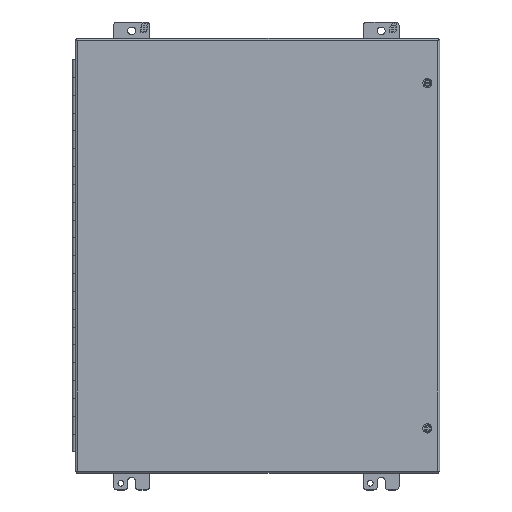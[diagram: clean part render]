
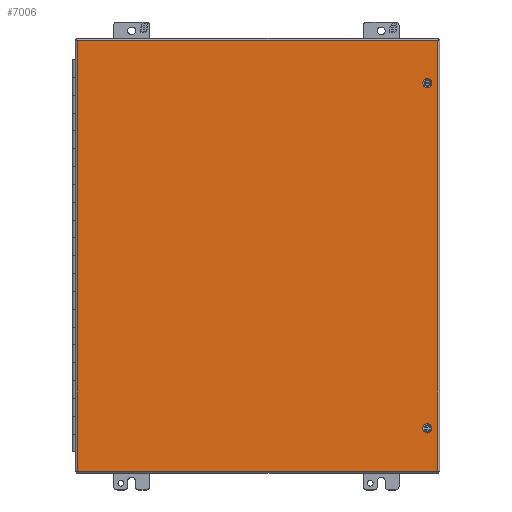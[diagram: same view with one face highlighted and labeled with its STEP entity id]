
A CAD part, top view. The second image highlights one B-rep face of the part: STEP entity #7006.
In plain terms, the highlighted planar face has unit normal (0, 0, 1).
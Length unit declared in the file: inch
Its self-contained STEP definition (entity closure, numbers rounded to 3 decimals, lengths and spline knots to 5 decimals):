
#17 = EDGE_CURVE ( 'NONE', #15855, #5758, #26845, .T. ) ;
#178 = DIRECTION ( 'NONE',  ( 1., 0., 0. ) ) ;
#1153 = CARTESIAN_POINT ( 'NONE',  ( 9.58998, -9.6865, 7.172 ) ) ;
#1769 = EDGE_CURVE ( 'NONE', #28838, #19250, #28469, .T. ) ;
#1848 = CARTESIAN_POINT ( 'NONE',  ( 10.16998, -12.0795, 7.172 ) ) ;
#2959 = EDGE_CURVE ( 'NONE', #5758, #15855, #16451, .T. ) ;
#3410 = DIRECTION ( 'NONE',  ( 0., 0., 1. ) ) ;
#3967 = CARTESIAN_POINT ( 'NONE',  ( 9.58998, -9.6865, 7.172 ) ) ;
#3987 = EDGE_LOOP ( 'NONE', ( #10307, #5626 ) ) ;
#4392 = VERTEX_POINT ( 'NONE', #9825 ) ;
#5314 = CARTESIAN_POINT ( 'NONE',  ( 9.58998, -9.8195, 7.172 ) ) ;
#5333 = ORIENTED_EDGE ( 'NONE', *, *, #28106, .T. ) ;
#5626 = ORIENTED_EDGE ( 'NONE', *, *, #24729, .T. ) ;
#5758 = VERTEX_POINT ( 'NONE', #5314 ) ;
#5889 = CARTESIAN_POINT ( 'NONE',  ( -10.05202, -12.0795, 7.172 ) ) ;
#6074 = DIRECTION ( 'NONE',  ( 0., -1., 0. ) ) ;
#6143 = CARTESIAN_POINT ( 'NONE',  ( 9.58998, 9.6865, 7.172 ) ) ;
#6849 = ORIENTED_EDGE ( 'NONE', *, *, #13311, .T. ) ;
#7006 = ADVANCED_FACE ( 'NONE', ( #7681, #17167, #12274 ), #25058, .T. ) ;
#7681 = FACE_OUTER_BOUND ( 'NONE', #22601, .T. ) ;
#8176 = DIRECTION ( 'NONE',  ( 0., -1., 0. ) ) ;
#8305 = DIRECTION ( 'NONE',  ( 0., 0., -1. ) ) ;
#8364 = VERTEX_POINT ( 'NONE', #14459 ) ;
#8697 = VERTEX_POINT ( 'NONE', #24239 ) ;
#9500 = VECTOR ( 'NONE', #21325, 39.37008 ) ;
#9581 = CARTESIAN_POINT ( 'NONE',  ( -10.05202, -12.0795, 7.172 ) ) ;
#9825 = CARTESIAN_POINT ( 'NONE',  ( -10.05202, -12.0795, 7.172 ) ) ;
#9844 = AXIS2_PLACEMENT_3D ( 'NONE', #26579, #13421, #17636 ) ;
#10132 = AXIS2_PLACEMENT_3D ( 'NONE', #1153, #26152, #23675 ) ;
#10197 = CIRCLE ( 'NONE', #13627, 0.133 ) ;
#10254 = LINE ( 'NONE', #13590, #26752 ) ;
#10307 = ORIENTED_EDGE ( 'NONE', *, *, #16495, .T. ) ;
#10585 = DIRECTION ( 'NONE',  ( 0., -1., 0. ) ) ;
#11143 = ORIENTED_EDGE ( 'NONE', *, *, #2959, .T. ) ;
#11548 = DIRECTION ( 'NONE',  ( 0., -1., 0. ) ) ;
#11626 = DIRECTION ( 'NONE',  ( -1., 0., 0. ) ) ;
#12047 = CARTESIAN_POINT ( 'NONE',  ( 10.16998, -12.0795, 7.172 ) ) ;
#12274 = FACE_BOUND ( 'NONE', #15674, .T. ) ;
#13311 = EDGE_CURVE ( 'NONE', #15434, #28838, #27739, .T. ) ;
#13421 = DIRECTION ( 'NONE',  ( 0., 0., -1. ) ) ;
#13590 = CARTESIAN_POINT ( 'NONE',  ( -10.05202, -12.0795, 7.172 ) ) ;
#13627 = AXIS2_PLACEMENT_3D ( 'NONE', #6143, #8305, #10585 ) ;
#13912 = CIRCLE ( 'NONE', #9844, 0.133 ) ;
#14112 = ORIENTED_EDGE ( 'NONE', *, *, #20089, .T. ) ;
#14459 = CARTESIAN_POINT ( 'NONE',  ( 9.58998, 9.5535, 7.172 ) ) ;
#14938 = DIRECTION ( 'NONE',  ( 0., 0., -1. ) ) ;
#15434 = VERTEX_POINT ( 'NONE', #1848 ) ;
#15643 = LINE ( 'NONE', #5889, #21610 ) ;
#15674 = EDGE_LOOP ( 'NONE', ( #11143, #21835 ) ) ;
#15855 = VERTEX_POINT ( 'NONE', #22656 ) ;
#16090 = AXIS2_PLACEMENT_3D ( 'NONE', #3967, #14938, #8176 ) ;
#16451 = CIRCLE ( 'NONE', #10132, 0.133 ) ;
#16495 = EDGE_CURVE ( 'NONE', #8364, #8697, #13912, .T. ) ;
#17167 = FACE_BOUND ( 'NONE', #3987, .T. ) ;
#17636 = DIRECTION ( 'NONE',  ( 0., -1., 0. ) ) ;
#18647 = ORIENTED_EDGE ( 'NONE', *, *, #1769, .T. ) ;
#19250 = VERTEX_POINT ( 'NONE', #23838 ) ;
#20089 = EDGE_CURVE ( 'NONE', #4392, #15434, #10254, .T. ) ;
#21325 = DIRECTION ( 'NONE',  ( 0., 1., 0. ) ) ;
#21610 = VECTOR ( 'NONE', #6074, 39.37008 ) ;
#21835 = ORIENTED_EDGE ( 'NONE', *, *, #17, .T. ) ;
#22601 = EDGE_LOOP ( 'NONE', ( #6849, #18647, #5333, #14112 ) ) ;
#22656 = CARTESIAN_POINT ( 'NONE',  ( 9.58998, -9.5535, 7.172 ) ) ;
#23675 = DIRECTION ( 'NONE',  ( 0., -1., 0. ) ) ;
#23838 = CARTESIAN_POINT ( 'NONE',  ( -10.05202, 12.0795, 7.172 ) ) ;
#24239 = CARTESIAN_POINT ( 'NONE',  ( 9.58998, 9.8195, 7.172 ) ) ;
#24729 = EDGE_CURVE ( 'NONE', #8697, #8364, #10197, .T. ) ;
#25058 = PLANE ( 'NONE',  #28648 ) ;
#25340 = CARTESIAN_POINT ( 'NONE',  ( -10.05202, 12.0795, 7.172 ) ) ;
#26152 = DIRECTION ( 'NONE',  ( 0., 0., -1. ) ) ;
#26579 = CARTESIAN_POINT ( 'NONE',  ( 9.58998, 9.6865, 7.172 ) ) ;
#26736 = CARTESIAN_POINT ( 'NONE',  ( 10.16998, 12.0795, 7.172 ) ) ;
#26752 = VECTOR ( 'NONE', #178, 39.37008 ) ;
#26845 = CIRCLE ( 'NONE', #16090, 0.133 ) ;
#27739 = LINE ( 'NONE', #12047, #9500 ) ;
#28106 = EDGE_CURVE ( 'NONE', #19250, #4392, #15643, .T. ) ;
#28469 = LINE ( 'NONE', #25340, #28831 ) ;
#28648 = AXIS2_PLACEMENT_3D ( 'NONE', #9581, #3410, #11548 ) ;
#28831 = VECTOR ( 'NONE', #11626, 39.37008 ) ;
#28838 = VERTEX_POINT ( 'NONE', #26736 ) ;
